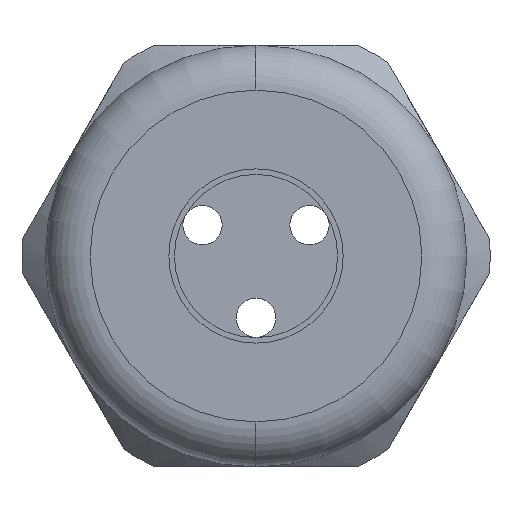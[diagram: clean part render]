
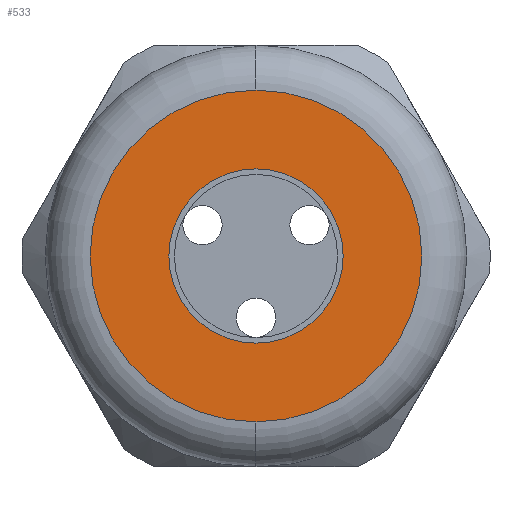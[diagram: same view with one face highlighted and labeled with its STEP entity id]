
A CAD part, left-side view. The second image highlights one B-rep face of the part: STEP entity #533.
In plain terms, the highlighted planar face has unit normal (-1, 0, 0).
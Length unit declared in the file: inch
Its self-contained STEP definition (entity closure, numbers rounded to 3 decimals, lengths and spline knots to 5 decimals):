
#533 = ADVANCED_FACE ( 'NONE', ( #2809, #2808 ), #2807, .T. ) ;
#588 = EDGE_LOOP ( 'NONE', ( #589, #590 ) ) ;
#589 = ORIENTED_EDGE ( 'NONE', *, *, #5278, .T. ) ;
#590 = ORIENTED_EDGE ( 'NONE', *, *, #591, .T. ) ;
#591 = EDGE_CURVE ( 'NONE', #5288, #5377, #2904, .T. ) ;
#592 = EDGE_LOOP ( 'NONE', ( #593, #595 ) ) ;
#593 = ORIENTED_EDGE ( 'NONE', *, *, #594, .T. ) ;
#594 = EDGE_CURVE ( 'NONE', #5339, #5340, #2899, .T. ) ;
#595 = ORIENTED_EDGE ( 'NONE', *, *, #5341, .T. ) ;
#2803 = DIRECTION ( 'NONE',  ( 0., 0., 1. ) ) ;
#2804 = DIRECTION ( 'NONE',  ( -1., 0., 0. ) ) ;
#2805 = CARTESIAN_POINT ( 'NONE',  ( -1.18, 0.375, 0. ) ) ;
#2806 = AXIS2_PLACEMENT_3D ( 'NONE', #2805, #2804, #2803 ) ;
#2807 = PLANE ( 'NONE',  #2806 ) ;
#2808 = FACE_BOUND ( 'NONE', #592, .T. ) ;
#2809 = FACE_OUTER_BOUND ( 'NONE', #588, .T. ) ;
#2895 = DIRECTION ( 'NONE',  ( 0., 0., -1. ) ) ;
#2896 = DIRECTION ( 'NONE',  ( 1., 0., 0. ) ) ;
#2897 = CARTESIAN_POINT ( 'NONE',  ( -1.18, 0., 0. ) ) ;
#2898 = AXIS2_PLACEMENT_3D ( 'NONE', #2897, #2896, #2895 ) ;
#2899 = CIRCLE ( 'NONE', #2898, 0.155 ) ;
#2900 = DIRECTION ( 'NONE',  ( 0., 0., 1. ) ) ;
#2901 = DIRECTION ( 'NONE',  ( -1., 0., 0. ) ) ;
#2902 = CARTESIAN_POINT ( 'NONE',  ( -1.18, 0., 0. ) ) ;
#2903 = AXIS2_PLACEMENT_3D ( 'NONE', #2902, #2901, #2900 ) ;
#2904 = CIRCLE ( 'NONE', #2903, 0.295 ) ;
#4750 = DIRECTION ( 'NONE',  ( 0., 0., 1. ) ) ;
#4751 = DIRECTION ( 'NONE',  ( -1., 0., 0. ) ) ;
#4752 = CARTESIAN_POINT ( 'NONE',  ( -1.18, 0., 0. ) ) ;
#4753 = AXIS2_PLACEMENT_3D ( 'NONE', #4752, #4751, #4750 ) ;
#4754 = CIRCLE ( 'NONE', #4753, 0.295 ) ;
#4794 = CARTESIAN_POINT ( 'NONE',  ( -1.18, 0., -0.295 ) ) ;
#4876 = DIRECTION ( 'NONE',  ( 0., 0., -1. ) ) ;
#4877 = DIRECTION ( 'NONE',  ( 1., 0., 0. ) ) ;
#4878 = CARTESIAN_POINT ( 'NONE',  ( -1.18, 0., 0. ) ) ;
#4879 = AXIS2_PLACEMENT_3D ( 'NONE', #4878, #4877, #4876 ) ;
#4880 = CIRCLE ( 'NONE', #4879, 0.155 ) ;
#4881 = CARTESIAN_POINT ( 'NONE',  ( -1.18, 0., 0.155 ) ) ;
#4882 = CARTESIAN_POINT ( 'NONE',  ( -1.18, 0., -0.155 ) ) ;
#4941 = CARTESIAN_POINT ( 'NONE',  ( -1.18, 0., 0.295 ) ) ;
#5278 = EDGE_CURVE ( 'NONE', #5377, #5288, #4754, .T. ) ;
#5288 = VERTEX_POINT ( 'NONE', #4794 ) ;
#5339 = VERTEX_POINT ( 'NONE', #4882 ) ;
#5340 = VERTEX_POINT ( 'NONE', #4881 ) ;
#5341 = EDGE_CURVE ( 'NONE', #5340, #5339, #4880, .T. ) ;
#5377 = VERTEX_POINT ( 'NONE', #4941 ) ;
